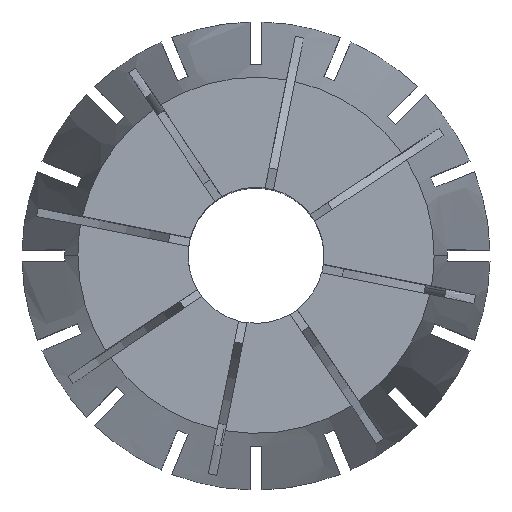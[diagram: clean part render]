
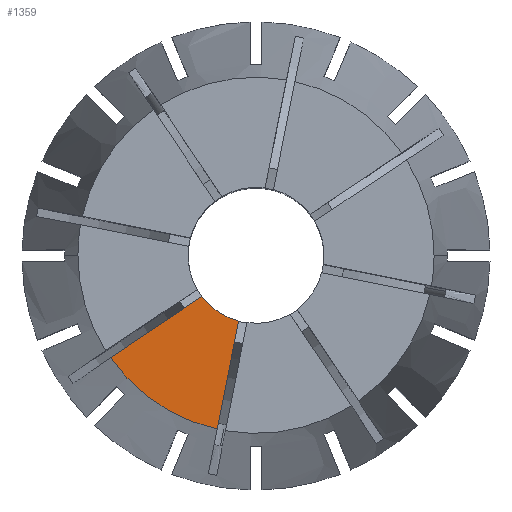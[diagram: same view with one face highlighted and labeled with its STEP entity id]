
A CAD part, top view. The second image highlights one B-rep face of the part: STEP entity #1359.
In plain terms, the highlighted planar face has unit normal (0, 0, 1).
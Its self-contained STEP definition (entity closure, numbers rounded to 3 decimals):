
#369 = EDGE_CURVE ( 'NONE', #631, #2888, #2140, .T. ) ;
#631 = VERTEX_POINT ( 'NONE', #7533 ) ;
#1229 = VERTEX_POINT ( 'NONE', #4520 ) ;
#1294 = EDGE_CURVE ( 'NONE', #631, #4504, #7292, .T. ) ;
#1359 = ADVANCED_FACE ( 'NONE', ( #3707 ), #6578, .F. ) ;
#1691 = CARTESIAN_POINT ( 'NONE',  ( 0., 0., 0. ) ) ;
#1831 = CARTESIAN_POINT ( 'NONE',  ( 0., 0., 0. ) ) ;
#1957 = EDGE_LOOP ( 'NONE', ( #5444, #2515, #5212, #5642 ) ) ;
#2140 = CIRCLE ( 'NONE', #6760, 15.595 ) ;
#2305 = DIRECTION ( 'NONE',  ( 0.831, 0.556, 0. ) ) ;
#2348 = VECTOR ( 'NONE', #5465, 1000. ) ;
#2364 = CARTESIAN_POINT ( 'NONE',  ( 0.208, -0.312, 0. ) ) ;
#2426 = DIRECTION ( 'NONE',  ( -1., 0., 0. ) ) ;
#2515 = ORIENTED_EDGE ( 'NONE', *, *, #1294, .F. ) ;
#2523 = VECTOR ( 'NONE', #2305, 1000. ) ;
#2888 = VERTEX_POINT ( 'NONE', #7570 ) ;
#3617 = CARTESIAN_POINT ( 'NONE',  ( -0.368, 0.073, 0. ) ) ;
#3681 = AXIS2_PLACEMENT_3D ( 'NONE', #1831, #5930, #2426 ) ;
#3707 = FACE_OUTER_BOUND ( 'NONE', #1957, .T. ) ;
#4106 = LINE ( 'NONE', #3617, #2348 ) ;
#4504 = VERTEX_POINT ( 'NONE', #6711 ) ;
#4520 = CARTESIAN_POINT ( 'NONE',  ( -1.527, -5.754, 0. ) ) ;
#5007 = EDGE_CURVE ( 'NONE', #1229, #2888, #4106, .T. ) ;
#5040 = DIRECTION ( 'NONE',  ( 0., 0., 1. ) ) ;
#5090 = DIRECTION ( 'NONE',  ( 1., 0., 0. ) ) ;
#5212 = ORIENTED_EDGE ( 'NONE', *, *, #369, .T. ) ;
#5444 = ORIENTED_EDGE ( 'NONE', *, *, #6590, .F. ) ;
#5465 = DIRECTION ( 'NONE',  ( -0.195, -0.981, 0. ) ) ;
#5642 = ORIENTED_EDGE ( 'NONE', *, *, #5007, .F. ) ;
#5729 = CARTESIAN_POINT ( 'NONE',  ( 0., 0., 0. ) ) ;
#5769 = DIRECTION ( 'NONE',  ( 0., 0., 1. ) ) ;
#5808 = DIRECTION ( 'NONE',  ( 1., 0., 0. ) ) ;
#5930 = DIRECTION ( 'NONE',  ( 0., 0., -1. ) ) ;
#6165 = AXIS2_PLACEMENT_3D ( 'NONE', #1691, #5769, #5808 ) ;
#6578 = PLANE ( 'NONE',  #3681 ) ;
#6590 = EDGE_CURVE ( 'NONE', #4504, #1229, #7122, .T. ) ;
#6711 = CARTESIAN_POINT ( 'NONE',  ( -4.732, -3.613, 0. ) ) ;
#6760 = AXIS2_PLACEMENT_3D ( 'NONE', #5729, #5040, #5090 ) ;
#7122 = CIRCLE ( 'NONE', #6165, 5.953 ) ;
#7292 = LINE ( 'NONE', #2364, #2523 ) ;
#7533 = CARTESIAN_POINT ( 'NONE',  ( -12.755, -8.974, 0. ) ) ;
#7570 = CARTESIAN_POINT ( 'NONE',  ( -3.409, -15.218, 0. ) ) ;
